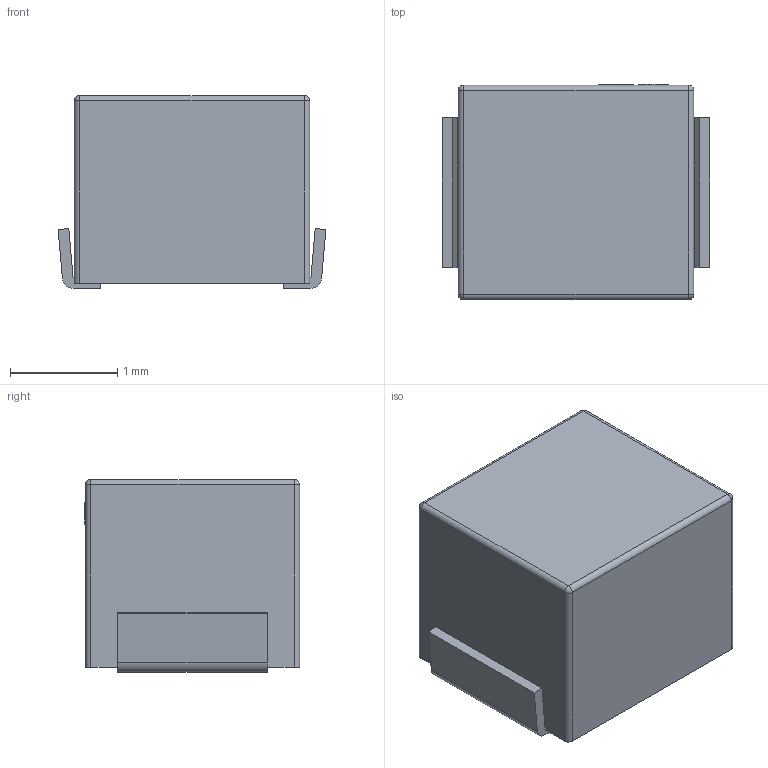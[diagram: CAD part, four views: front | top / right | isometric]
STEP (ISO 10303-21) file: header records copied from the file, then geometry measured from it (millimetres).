
FILE_DESCRIPTION (( 'STEP AP214' ), '1' );
FILE_NAME ('IND-SMD_L2.5-W2.0_NLV25T-390J-PF.step', '2022-07-08T23:55:03', ( '' ), ( '' ), 'SwSTEP 2.0', 'SolidWorks 2020', '' );
FILE_SCHEMA (( 'AUTOMOTIVE_DESIGN' ));
Length unit declared in the file: millimetre
Products named in the file (1): IND-SMD_L2.5-W2.0_NLV25T-390J-PF
Bounding box: 2.5 x 2.01 x 1.8 mm (x, y, z)
Volume: 7.9 mm3; surface area: 26.9 mm2
Topology: 1 solids, 1 shells, 319 faces, 865 edges, 570 vertices
Faces by surface type: plane 193, bspline 112, cylinder 10, sphere 4
Entity records: 14027 total; most frequent: CARTESIAN_POINT 3855, ORIENTED_EDGE 1722, DIRECTION 1069, EDGE_CURVE 861, LINE 613, VECTOR 613, VERTEX_POINT 570, EDGE_LOOP 345
